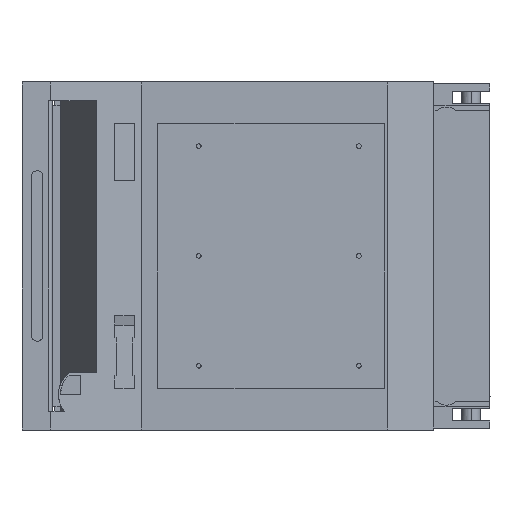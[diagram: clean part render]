
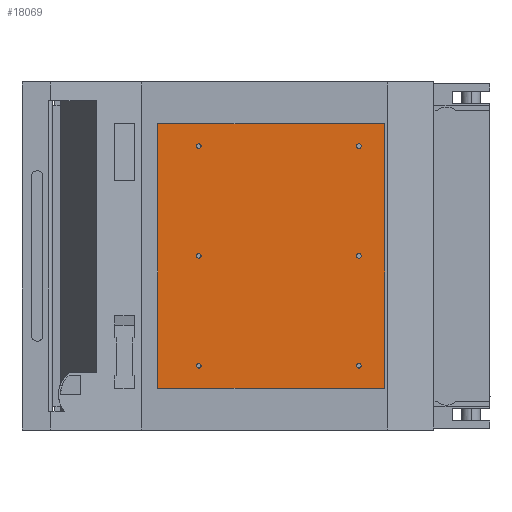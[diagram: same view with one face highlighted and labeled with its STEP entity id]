
A CAD part, top view. The second image highlights one B-rep face of the part: STEP entity #18069.
In plain terms, the highlighted planar face has unit normal (0, 0, 1).
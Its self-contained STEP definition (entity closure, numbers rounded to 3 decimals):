
#17941=AXIS2_PLACEMENT_3D('Plane Axis2P3D',#17938,#17939,#17940) ;
#17963=AXIS2_PLACEMENT_3D('Circle Axis2P3D',#17961,#17962,$) ;
#17972=AXIS2_PLACEMENT_3D('Circle Axis2P3D',#17970,#17971,$) ;
#17981=AXIS2_PLACEMENT_3D('Circle Axis2P3D',#17979,#17980,$) ;
#17990=AXIS2_PLACEMENT_3D('Circle Axis2P3D',#17988,#17989,$) ;
#17999=AXIS2_PLACEMENT_3D('Circle Axis2P3D',#17997,#17998,$) ;
#18008=AXIS2_PLACEMENT_3D('Circle Axis2P3D',#18006,#18007,$) ;
#18017=AXIS2_PLACEMENT_3D('Circle Axis2P3D',#18015,#18016,$) ;
#18026=AXIS2_PLACEMENT_3D('Circle Axis2P3D',#18024,#18025,$) ;
#18035=AXIS2_PLACEMENT_3D('Circle Axis2P3D',#18033,#18034,$) ;
#18044=AXIS2_PLACEMENT_3D('Circle Axis2P3D',#18042,#18043,$) ;
#18053=AXIS2_PLACEMENT_3D('Circle Axis2P3D',#18051,#18052,$) ;
#18062=AXIS2_PLACEMENT_3D('Circle Axis2P3D',#18060,#18061,$) ;
#17878=CARTESIAN_POINT('Vertex',(-55.6,69.9,110.1)) ;
#17892=CARTESIAN_POINT('Vertex',(-175.4,69.9,110.1)) ;
#17895=CARTESIAN_POINT('Line Origine',(-115.5,69.9,110.1)) ;
#17918=CARTESIAN_POINT('Vertex',(-175.4,-69.9,110.1)) ;
#17921=CARTESIAN_POINT('Line Origine',(-175.4,0.,110.1)) ;
#17938=CARTESIAN_POINT('Axis2P3D Location',(-153.7,0.,110.1)) ;
#17943=CARTESIAN_POINT('Line Origine',(-115.5,-69.9,110.1)) ;
#17947=CARTESIAN_POINT('Vertex',(-55.6,-69.9,110.1)) ;
#17950=CARTESIAN_POINT('Line Origine',(-55.6,0.,110.1)) ;
#17961=CARTESIAN_POINT('Axis2P3D Location',(-153.7,58.,110.1)) ;
#17965=CARTESIAN_POINT('Vertex',(-154.9,58.,110.1)) ;
#17967=CARTESIAN_POINT('Vertex',(-152.5,58.,110.1)) ;
#17970=CARTESIAN_POINT('Axis2P3D Location',(-153.7,58.,110.1)) ;
#17979=CARTESIAN_POINT('Axis2P3D Location',(-69.2,58.,110.1)) ;
#17983=CARTESIAN_POINT('Vertex',(-70.4,58.,110.1)) ;
#17985=CARTESIAN_POINT('Vertex',(-68.,58.,110.1)) ;
#17988=CARTESIAN_POINT('Axis2P3D Location',(-69.2,58.,110.1)) ;
#17997=CARTESIAN_POINT('Axis2P3D Location',(-69.2,0.,110.1)) ;
#18001=CARTESIAN_POINT('Vertex',(-70.4,0.,110.1)) ;
#18003=CARTESIAN_POINT('Vertex',(-68.,0.,110.1)) ;
#18006=CARTESIAN_POINT('Axis2P3D Location',(-69.2,0.,110.1)) ;
#18015=CARTESIAN_POINT('Axis2P3D Location',(-153.7,0.,110.1)) ;
#18019=CARTESIAN_POINT('Vertex',(-154.9,0.,110.1)) ;
#18021=CARTESIAN_POINT('Vertex',(-152.5,0.,110.1)) ;
#18024=CARTESIAN_POINT('Axis2P3D Location',(-153.7,0.,110.1)) ;
#18033=CARTESIAN_POINT('Axis2P3D Location',(-69.2,-58.,110.1)) ;
#18037=CARTESIAN_POINT('Vertex',(-70.4,-58.,110.1)) ;
#18039=CARTESIAN_POINT('Vertex',(-68.,-58.,110.1)) ;
#18042=CARTESIAN_POINT('Axis2P3D Location',(-69.2,-58.,110.1)) ;
#18051=CARTESIAN_POINT('Axis2P3D Location',(-153.7,-58.,110.1)) ;
#18055=CARTESIAN_POINT('Vertex',(-154.9,-58.,110.1)) ;
#18057=CARTESIAN_POINT('Vertex',(-152.5,-58.,110.1)) ;
#18060=CARTESIAN_POINT('Axis2P3D Location',(-153.7,-58.,110.1)) ;
#17896=DIRECTION('Vector Direction',(-1.,0.,0.)) ;
#17922=DIRECTION('Vector Direction',(0.,1.,0.)) ;
#17939=DIRECTION('Axis2P3D Direction',(0.,0.,1.)) ;
#17940=DIRECTION('Axis2P3D XDirection',(-1.,0.,0.)) ;
#17944=DIRECTION('Vector Direction',(-1.,0.,0.)) ;
#17951=DIRECTION('Vector Direction',(0.,1.,0.)) ;
#17962=DIRECTION('Axis2P3D Direction',(0.,0.,1.)) ;
#17971=DIRECTION('Axis2P3D Direction',(0.,0.,1.)) ;
#17980=DIRECTION('Axis2P3D Direction',(0.,0.,1.)) ;
#17989=DIRECTION('Axis2P3D Direction',(0.,0.,1.)) ;
#17998=DIRECTION('Axis2P3D Direction',(0.,0.,1.)) ;
#18007=DIRECTION('Axis2P3D Direction',(0.,0.,1.)) ;
#18016=DIRECTION('Axis2P3D Direction',(0.,0.,1.)) ;
#18025=DIRECTION('Axis2P3D Direction',(0.,0.,1.)) ;
#18034=DIRECTION('Axis2P3D Direction',(0.,0.,1.)) ;
#18043=DIRECTION('Axis2P3D Direction',(0.,0.,1.)) ;
#18052=DIRECTION('Axis2P3D Direction',(0.,0.,1.)) ;
#18061=DIRECTION('Axis2P3D Direction',(0.,0.,1.)) ;
#17897=VECTOR('Line Direction',#17896,1.) ;
#17923=VECTOR('Line Direction',#17922,1.) ;
#17945=VECTOR('Line Direction',#17944,1.) ;
#17952=VECTOR('Line Direction',#17951,1.) ;
#17956=ORIENTED_EDGE('',*,*,#17949,.F.) ;
#17957=ORIENTED_EDGE('',*,*,#17954,.T.) ;
#17958=ORIENTED_EDGE('',*,*,#17899,.T.) ;
#17959=ORIENTED_EDGE('',*,*,#17925,.F.) ;
#17976=ORIENTED_EDGE('',*,*,#17969,.F.) ;
#17977=ORIENTED_EDGE('',*,*,#17974,.F.) ;
#17994=ORIENTED_EDGE('',*,*,#17987,.F.) ;
#17995=ORIENTED_EDGE('',*,*,#17992,.F.) ;
#18012=ORIENTED_EDGE('',*,*,#18005,.F.) ;
#18013=ORIENTED_EDGE('',*,*,#18010,.F.) ;
#18030=ORIENTED_EDGE('',*,*,#18023,.F.) ;
#18031=ORIENTED_EDGE('',*,*,#18028,.F.) ;
#18048=ORIENTED_EDGE('',*,*,#18041,.T.) ;
#18049=ORIENTED_EDGE('',*,*,#18046,.T.) ;
#18066=ORIENTED_EDGE('',*,*,#18059,.T.) ;
#18067=ORIENTED_EDGE('',*,*,#18064,.T.) ;
#17978=FACE_BOUND('',#17975,.T.) ;
#17996=FACE_BOUND('',#17993,.T.) ;
#18014=FACE_BOUND('',#18011,.T.) ;
#18032=FACE_BOUND('',#18029,.T.) ;
#18050=FACE_BOUND('',#18047,.T.) ;
#18068=FACE_BOUND('',#18065,.T.) ;
#18069=ADVANCED_FACE('',(#17960,#17978,#17996,#18014,#18032,#18050,#18068),#17942,.T.) ;
#17964=CIRCLE('generated circle',#17963,1.2) ;
#17973=CIRCLE('generated circle',#17972,1.2) ;
#17982=CIRCLE('generated circle',#17981,1.2) ;
#17991=CIRCLE('generated circle',#17990,1.2) ;
#18000=CIRCLE('generated circle',#17999,1.2) ;
#18009=CIRCLE('generated circle',#18008,1.2) ;
#18018=CIRCLE('generated circle',#18017,1.2) ;
#18027=CIRCLE('generated circle',#18026,1.2) ;
#18036=CIRCLE('generated circle',#18035,1.2) ;
#18045=CIRCLE('generated circle',#18044,1.2) ;
#18054=CIRCLE('generated circle',#18053,1.2) ;
#18063=CIRCLE('generated circle',#18062,1.2) ;
#17899=EDGE_CURVE('',#17879,#17893,#17898,.T.) ;
#17925=EDGE_CURVE('',#17919,#17893,#17924,.T.) ;
#17949=EDGE_CURVE('',#17948,#17919,#17946,.T.) ;
#17954=EDGE_CURVE('',#17948,#17879,#17953,.T.) ;
#17969=EDGE_CURVE('',#17966,#17968,#17964,.T.) ;
#17974=EDGE_CURVE('',#17968,#17966,#17973,.T.) ;
#17987=EDGE_CURVE('',#17984,#17986,#17982,.T.) ;
#17992=EDGE_CURVE('',#17986,#17984,#17991,.T.) ;
#18005=EDGE_CURVE('',#18002,#18004,#18000,.T.) ;
#18010=EDGE_CURVE('',#18004,#18002,#18009,.T.) ;
#18023=EDGE_CURVE('',#18020,#18022,#18018,.T.) ;
#18028=EDGE_CURVE('',#18022,#18020,#18027,.T.) ;
#18041=EDGE_CURVE('',#18038,#18040,#18036,.F.) ;
#18046=EDGE_CURVE('',#18040,#18038,#18045,.F.) ;
#18059=EDGE_CURVE('',#18056,#18058,#18054,.F.) ;
#18064=EDGE_CURVE('',#18058,#18056,#18063,.F.) ;
#17955=EDGE_LOOP('',(#17956,#17957,#17958,#17959)) ;
#17975=EDGE_LOOP('',(#17976,#17977)) ;
#17993=EDGE_LOOP('',(#17994,#17995)) ;
#18011=EDGE_LOOP('',(#18012,#18013)) ;
#18029=EDGE_LOOP('',(#18030,#18031)) ;
#18047=EDGE_LOOP('',(#18048,#18049)) ;
#18065=EDGE_LOOP('',(#18066,#18067)) ;
#17960=FACE_OUTER_BOUND('',#17955,.T.) ;
#17898=LINE('Line',#17895,#17897) ;
#17924=LINE('Line',#17921,#17923) ;
#17946=LINE('Line',#17943,#17945) ;
#17953=LINE('Line',#17950,#17952) ;
#17942=PLANE('Plane',#17941) ;
#17879=VERTEX_POINT('',#17878) ;
#17893=VERTEX_POINT('',#17892) ;
#17919=VERTEX_POINT('',#17918) ;
#17948=VERTEX_POINT('',#17947) ;
#17966=VERTEX_POINT('',#17965) ;
#17968=VERTEX_POINT('',#17967) ;
#17984=VERTEX_POINT('',#17983) ;
#17986=VERTEX_POINT('',#17985) ;
#18002=VERTEX_POINT('',#18001) ;
#18004=VERTEX_POINT('',#18003) ;
#18020=VERTEX_POINT('',#18019) ;
#18022=VERTEX_POINT('',#18021) ;
#18038=VERTEX_POINT('',#18037) ;
#18040=VERTEX_POINT('',#18039) ;
#18056=VERTEX_POINT('',#18055) ;
#18058=VERTEX_POINT('',#18057) ;
